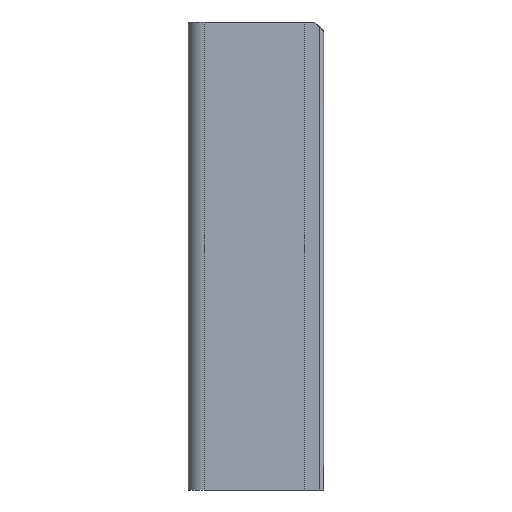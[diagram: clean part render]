
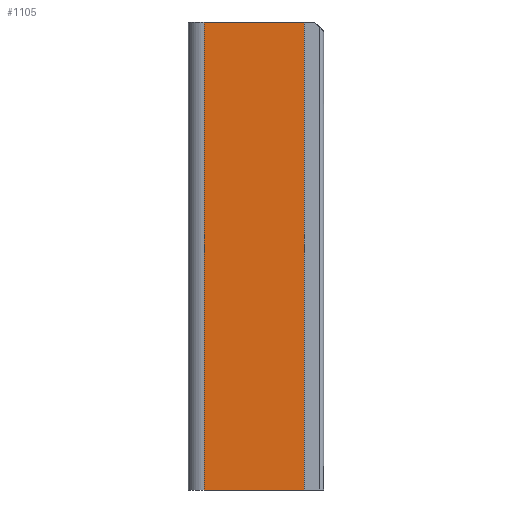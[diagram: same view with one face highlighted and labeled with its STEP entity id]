
A CAD part, left-side view. The second image highlights one B-rep face of the part: STEP entity #1105.
In plain terms, the highlighted planar face has unit normal (-1, 0, 0).
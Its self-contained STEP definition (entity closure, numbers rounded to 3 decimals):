
#24 = VERTEX_POINT('',#25);
#25 = CARTESIAN_POINT('',(0.,0.75,0.));
#32 = PLANE('',#33);
#33 = AXIS2_PLACEMENT_3D('',#34,#35,#36);
#34 = CARTESIAN_POINT('',(0.,0.15,0.));
#35 = DIRECTION('',(-1.,0.,0.));
#36 = DIRECTION('',(0.,1.,0.));
#44 = PLANE('',#45);
#45 = AXIS2_PLACEMENT_3D('',#46,#47,#48);
#46 = CARTESIAN_POINT('',(4.,2.405,0.));
#47 = DIRECTION('',(0.,0.,1.));
#48 = DIRECTION('',(1.,0.,0.));
#113 = VERTEX_POINT('',#114);
#114 = CARTESIAN_POINT('',(0.,0.75,18.));
#128 = PLANE('',#129);
#129 = AXIS2_PLACEMENT_3D('',#130,#131,#132);
#130 = CARTESIAN_POINT('',(4.,2.405,18.));
#131 = DIRECTION('',(0.,0.,1.));
#132 = DIRECTION('',(1.,0.,0.));
#140 = EDGE_CURVE('',#24,#113,#141,.T.);
#141 = SURFACE_CURVE('',#142,(#146,#153),.PCURVE_S1.);
#142 = LINE('',#143,#144);
#143 = CARTESIAN_POINT('',(0.,0.75,0.));
#144 = VECTOR('',#145,1.);
#145 = DIRECTION('',(0.,0.,1.));
#146 = PCURVE('',#32,#147);
#147 = DEFINITIONAL_REPRESENTATION('',(#148),#152);
#148 = LINE('',#149,#150);
#149 = CARTESIAN_POINT('',(0.6,0.));
#150 = VECTOR('',#151,1.);
#151 = DIRECTION('',(0.,-1.));
#152 = ( GEOMETRIC_REPRESENTATION_CONTEXT(2) 
PARAMETRIC_REPRESENTATION_CONTEXT() REPRESENTATION_CONTEXT('2D SPACE',''
  ) );
#153 = PCURVE('',#154,#159);
#154 = PLANE('',#155);
#155 = AXIS2_PLACEMENT_3D('',#156,#157,#158);
#156 = CARTESIAN_POINT('',(0.,0.75,0.));
#157 = DIRECTION('',(-1.,0.,0.));
#158 = DIRECTION('',(0.,1.,0.));
#159 = DEFINITIONAL_REPRESENTATION('',(#160),#164);
#160 = LINE('',#161,#162);
#161 = CARTESIAN_POINT('',(0.,0.));
#162 = VECTOR('',#163,1.);
#163 = DIRECTION('',(0.,-1.));
#164 = ( GEOMETRIC_REPRESENTATION_CONTEXT(2) 
PARAMETRIC_REPRESENTATION_CONTEXT() REPRESENTATION_CONTEXT('2D SPACE',''
  ) );
#170 = EDGE_CURVE('',#24,#171,#173,.T.);
#171 = VERTEX_POINT('',#172);
#172 = CARTESIAN_POINT('',(0.,4.6,0.));
#173 = SURFACE_CURVE('',#174,(#178,#185),.PCURVE_S1.);
#174 = LINE('',#175,#176);
#175 = CARTESIAN_POINT('',(0.,0.75,0.));
#176 = VECTOR('',#177,1.);
#177 = DIRECTION('',(0.,1.,0.));
#178 = PCURVE('',#44,#179);
#179 = DEFINITIONAL_REPRESENTATION('',(#180),#184);
#180 = LINE('',#181,#182);
#181 = CARTESIAN_POINT('',(-4.,-1.655));
#182 = VECTOR('',#183,1.);
#183 = DIRECTION('',(0.,1.));
#184 = ( GEOMETRIC_REPRESENTATION_CONTEXT(2) 
PARAMETRIC_REPRESENTATION_CONTEXT() REPRESENTATION_CONTEXT('2D SPACE',''
  ) );
#185 = PCURVE('',#154,#186);
#186 = DEFINITIONAL_REPRESENTATION('',(#187),#191);
#187 = LINE('',#188,#189);
#188 = CARTESIAN_POINT('',(0.,0.));
#189 = VECTOR('',#190,1.);
#190 = DIRECTION('',(1.,0.));
#191 = ( GEOMETRIC_REPRESENTATION_CONTEXT(2) 
PARAMETRIC_REPRESENTATION_CONTEXT() REPRESENTATION_CONTEXT('2D SPACE',''
  ) );
#210 = CYLINDRICAL_SURFACE('',#211,0.6);
#211 = AXIS2_PLACEMENT_3D('',#212,#213,#214);
#212 = CARTESIAN_POINT('',(0.6,4.6,0.));
#213 = DIRECTION('',(-0.,-0.,-1.));
#214 = DIRECTION('',(1.,0.,0.));
#1105 = ADVANCED_FACE('',(#1106),#154,.T.);
#1106 = FACE_BOUND('',#1107,.T.);
#1107 = EDGE_LOOP('',(#1108,#1109,#1132,#1153));
#1108 = ORIENTED_EDGE('',*,*,#140,.T.);
#1109 = ORIENTED_EDGE('',*,*,#1110,.T.);
#1110 = EDGE_CURVE('',#113,#1111,#1113,.T.);
#1111 = VERTEX_POINT('',#1112);
#1112 = CARTESIAN_POINT('',(0.,4.6,18.));
#1113 = SURFACE_CURVE('',#1114,(#1118,#1125),.PCURVE_S1.);
#1114 = LINE('',#1115,#1116);
#1115 = CARTESIAN_POINT('',(0.,0.75,18.));
#1116 = VECTOR('',#1117,1.);
#1117 = DIRECTION('',(0.,1.,0.));
#1118 = PCURVE('',#154,#1119);
#1119 = DEFINITIONAL_REPRESENTATION('',(#1120),#1124);
#1120 = LINE('',#1121,#1122);
#1121 = CARTESIAN_POINT('',(0.,-18.));
#1122 = VECTOR('',#1123,1.);
#1123 = DIRECTION('',(1.,0.));
#1124 = ( GEOMETRIC_REPRESENTATION_CONTEXT(2) 
PARAMETRIC_REPRESENTATION_CONTEXT() REPRESENTATION_CONTEXT('2D SPACE',''
  ) );
#1125 = PCURVE('',#128,#1126);
#1126 = DEFINITIONAL_REPRESENTATION('',(#1127),#1131);
#1127 = LINE('',#1128,#1129);
#1128 = CARTESIAN_POINT('',(-4.,-1.655));
#1129 = VECTOR('',#1130,1.);
#1130 = DIRECTION('',(0.,1.));
#1131 = ( GEOMETRIC_REPRESENTATION_CONTEXT(2) 
PARAMETRIC_REPRESENTATION_CONTEXT() REPRESENTATION_CONTEXT('2D SPACE',''
  ) );
#1132 = ORIENTED_EDGE('',*,*,#1133,.F.);
#1133 = EDGE_CURVE('',#171,#1111,#1134,.T.);
#1134 = SURFACE_CURVE('',#1135,(#1139,#1146),.PCURVE_S1.);
#1135 = LINE('',#1136,#1137);
#1136 = CARTESIAN_POINT('',(0.,4.6,0.));
#1137 = VECTOR('',#1138,1.);
#1138 = DIRECTION('',(0.,0.,1.));
#1139 = PCURVE('',#154,#1140);
#1140 = DEFINITIONAL_REPRESENTATION('',(#1141),#1145);
#1141 = LINE('',#1142,#1143);
#1142 = CARTESIAN_POINT('',(3.85,0.));
#1143 = VECTOR('',#1144,1.);
#1144 = DIRECTION('',(0.,-1.));
#1145 = ( GEOMETRIC_REPRESENTATION_CONTEXT(2) 
PARAMETRIC_REPRESENTATION_CONTEXT() REPRESENTATION_CONTEXT('2D SPACE',''
  ) );
#1146 = PCURVE('',#210,#1147);
#1147 = DEFINITIONAL_REPRESENTATION('',(#1148),#1152);
#1148 = LINE('',#1149,#1150);
#1149 = CARTESIAN_POINT('',(-3.142,0.));
#1150 = VECTOR('',#1151,1.);
#1151 = DIRECTION('',(-0.,-1.));
#1152 = ( GEOMETRIC_REPRESENTATION_CONTEXT(2) 
PARAMETRIC_REPRESENTATION_CONTEXT() REPRESENTATION_CONTEXT('2D SPACE',''
  ) );
#1153 = ORIENTED_EDGE('',*,*,#170,.F.);
